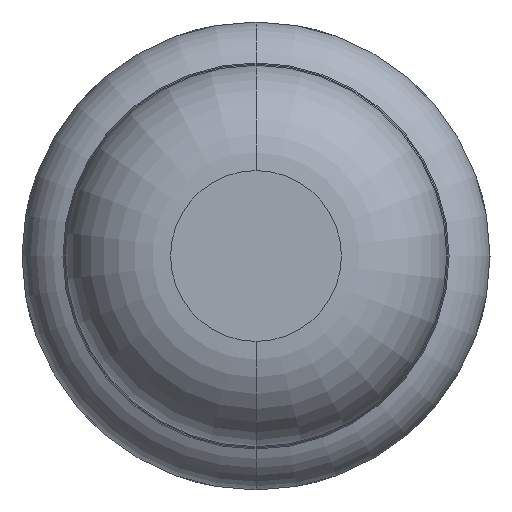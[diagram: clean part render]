
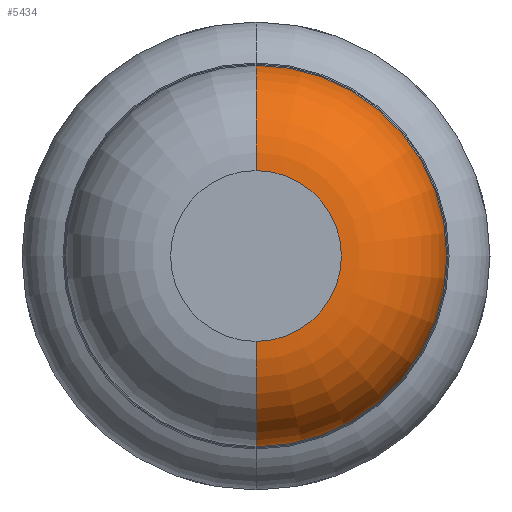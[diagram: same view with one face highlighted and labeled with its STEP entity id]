
A CAD part, front view. The second image highlights one B-rep face of the part: STEP entity #5434.
In plain terms, the highlighted toroidal (fillet/blend) face has major radius 0.365 mm and minor radius 0.45 mm.
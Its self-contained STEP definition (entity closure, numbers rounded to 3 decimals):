
#173 = DIRECTION ( 'NONE',  ( 0., 1., 0. ) ) ;
#301 = CARTESIAN_POINT ( 'NONE',  ( 0., -34.9, 0.365 ) ) ;
#444 = CARTESIAN_POINT ( 'NONE',  ( 0., -34.9, 0. ) ) ;
#523 = EDGE_LOOP ( 'NONE', ( #5145, #4981, #1399, #5695 ) ) ;
#676 = EDGE_CURVE ( 'Defeature ausgef�hrt1_3+Defeature ausgef�hrt1_2+Defeature ausgef�hrt1_2+Defeature ausgef�hrt1_2', #4374, #1205, #3495, .T. ) ;
#822 = AXIS2_PLACEMENT_3D ( 'NONE', #4908, #3972, #4827 ) ;
#1205 = VERTEX_POINT ( 'NONE', #5127 ) ;
#1258 = CIRCLE ( 'NONE', #4271, 0.815 ) ;
#1399 = ORIENTED_EDGE ( 'NONE', *, *, #3409, .F. ) ;
#1437 = AXIS2_PLACEMENT_3D ( 'NONE', #2796, #173, #3245 ) ;
#1451 = DIRECTION ( 'NONE',  ( 0., 0., 1. ) ) ;
#1675 = CARTESIAN_POINT ( 'NONE',  ( 0., -34.45, -0.815 ) ) ;
#2128 = VERTEX_POINT ( 'NONE', #5346 ) ;
#2510 = VERTEX_POINT ( 'NONE', #1675 ) ;
#2541 = EDGE_CURVE ( 'NONE', #4374, #2128, #2636, .T. ) ;
#2626 = DIRECTION ( 'NONE',  ( 0., 1., 0. ) ) ;
#2636 = CIRCLE ( 'NONE', #2814, 0.45 ) ;
#2642 = CARTESIAN_POINT ( 'NONE',  ( 0., -34.45, 0. ) ) ;
#2796 = CARTESIAN_POINT ( 'NONE',  ( 0., -34.45, 0. ) ) ;
#2814 = AXIS2_PLACEMENT_3D ( 'NONE', #4983, #4499, #3122 ) ;
#3122 = DIRECTION ( 'NONE',  ( 0., 0., 1. ) ) ;
#3245 = DIRECTION ( 'NONE',  ( 0., 0., 1. ) ) ;
#3377 = AXIS2_PLACEMENT_3D ( 'NONE', #444, #3588, #3524 ) ;
#3409 = EDGE_CURVE ( 'Defeature ausgef�hrt1_4+Defeature ausgef�hrt1_3+Defeature ausgef�hrt1_3+Defeature ausgef�hrt1_3', #2128, #2510, #1258, .T. ) ;
#3447 = TOROIDAL_SURFACE ( 'NONE', #1437, 0.365, 0.45 ) ;
#3495 = CIRCLE ( 'NONE', #3377, 0.365 ) ;
#3524 = DIRECTION ( 'NONE',  ( 0., 0., 1. ) ) ;
#3588 = DIRECTION ( 'NONE',  ( 0., 1., 0. ) ) ;
#3972 = DIRECTION ( 'NONE',  ( 1., 0., 0. ) ) ;
#4271 = AXIS2_PLACEMENT_3D ( 'NONE', #2642, #2626, #1451 ) ;
#4374 = VERTEX_POINT ( 'NONE', #301 ) ;
#4499 = DIRECTION ( 'NONE',  ( -1., 0., 0. ) ) ;
#4638 = CIRCLE ( 'NONE', #822, 0.45 ) ;
#4778 = FACE_OUTER_BOUND ( 'NONE', #523, .T. ) ;
#4827 = DIRECTION ( 'NONE',  ( 0., 0., -1. ) ) ;
#4908 = CARTESIAN_POINT ( 'NONE',  ( 0., -34.45, -0.365 ) ) ;
#4981 = ORIENTED_EDGE ( 'NONE', *, *, #5720, .T. ) ;
#4983 = CARTESIAN_POINT ( 'NONE',  ( 0., -34.45, 0.365 ) ) ;
#5127 = CARTESIAN_POINT ( 'NONE',  ( 0., -34.9, -0.365 ) ) ;
#5145 = ORIENTED_EDGE ( 'NONE', *, *, #676, .T. ) ;
#5346 = CARTESIAN_POINT ( 'NONE',  ( 0., -34.45, 0.815 ) ) ;
#5434 = ADVANCED_FACE ( 'Defeature ausgef�hrt1_3', ( #4778 ), #3447, .T. ) ;
#5695 = ORIENTED_EDGE ( 'NONE', *, *, #2541, .F. ) ;
#5720 = EDGE_CURVE ( 'NONE', #1205, #2510, #4638, .T. ) ;
